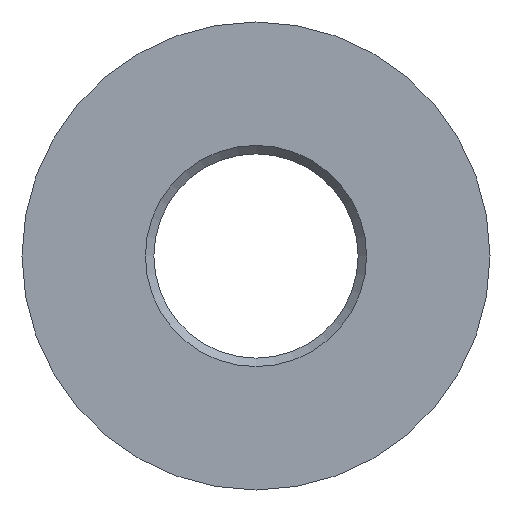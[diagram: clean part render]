
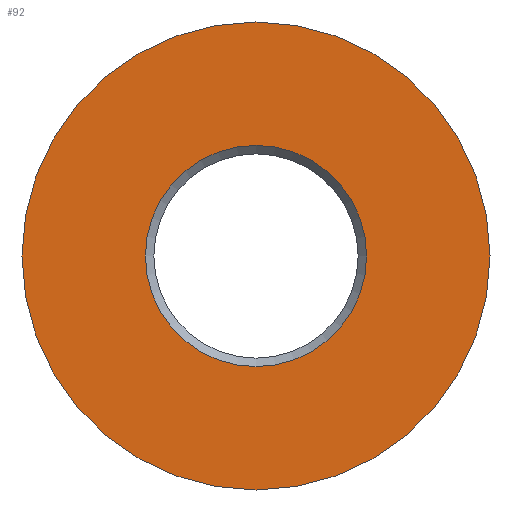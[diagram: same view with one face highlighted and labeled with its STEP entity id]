
A CAD part, front view. The second image highlights one B-rep face of the part: STEP entity #92.
In plain terms, the highlighted planar face has unit normal (0, -1, 0).
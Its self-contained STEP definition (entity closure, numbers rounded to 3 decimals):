
#18=FACE_BOUND('',#33,.T.);
#25=FACE_OUTER_BOUND('',#32,.T.);
#32=EDGE_LOOP('',(#67));
#33=EDGE_LOOP('',(#68));
#46=CIRCLE('',#102,5.5);
#47=CIRCLE('',#103,2.6);
#53=VERTEX_POINT('',#147);
#54=VERTEX_POINT('',#149);
#60=EDGE_CURVE('',#53,#53,#46,.T.);
#61=EDGE_CURVE('',#54,#54,#47,.T.);
#67=ORIENTED_EDGE('',*,*,#60,.F.);
#68=ORIENTED_EDGE('',*,*,#61,.T.);
#81=PLANE('',#101);
#92=ADVANCED_FACE('',(#25,#18),#81,.F.);
#101=AXIS2_PLACEMENT_3D('',#146,#117,#118);
#102=AXIS2_PLACEMENT_3D('',#148,#119,#120);
#103=AXIS2_PLACEMENT_3D('',#150,#121,#122);
#117=DIRECTION('center_axis',(0.,1.,0.));
#118=DIRECTION('ref_axis',(0.,0.,1.));
#119=DIRECTION('center_axis',(0.,1.,0.));
#120=DIRECTION('ref_axis',(1.,0.,0.));
#121=DIRECTION('center_axis',(0.,1.,0.));
#122=DIRECTION('ref_axis',(1.,0.,0.));
#146=CARTESIAN_POINT('Origin',(0.,0.,0.));
#147=CARTESIAN_POINT('',(-5.5,0.,0.));
#148=CARTESIAN_POINT('Origin',(0.,0.,0.));
#149=CARTESIAN_POINT('',(2.6,0.,0.));
#150=CARTESIAN_POINT('Origin',(0.,0.,0.));
